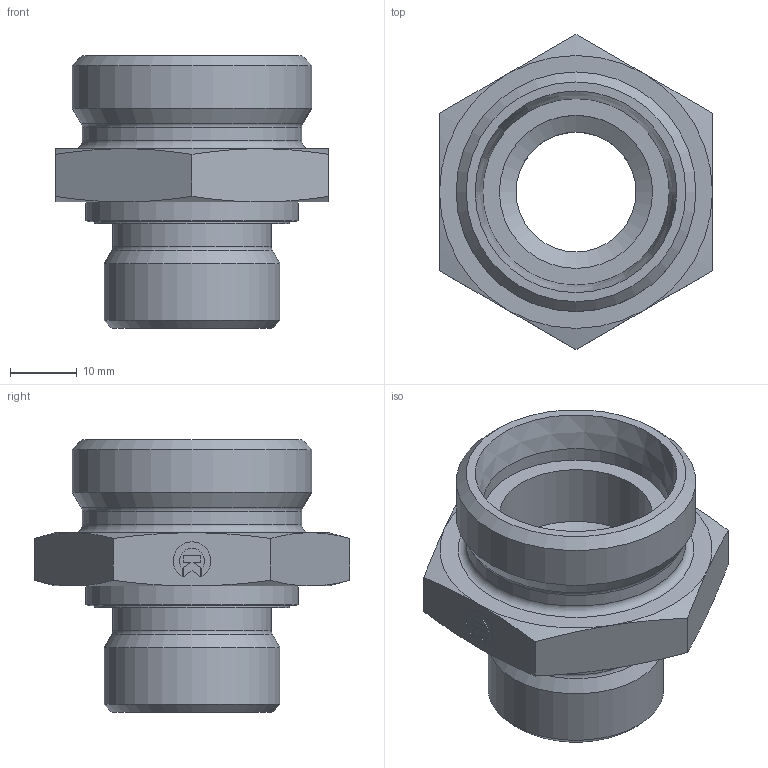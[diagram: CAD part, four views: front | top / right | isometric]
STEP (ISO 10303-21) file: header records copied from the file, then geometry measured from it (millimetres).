
FILE_DESCRIPTION((''),'2;1');
FILE_NAME('114286836.stp','2014-08-07T09:23:54',(''),('KNOMI spol. s r. o.'),'Autodesk Inventor 2012','Autodesk Inventor 2012','');
FILE_SCHEMA(('AUTOMOTIVE_DESIGN { 1 2 10303 214 0 1 1 1 }'));
Length unit declared in the file: millimetre
Products named in the file (3): PHER2 28LR3/4  G3/4/M36x2; 115 28 6836; 60927262734
Assembly tree (2 placements, depth 2):
  PHER2 28LR3/4  G3/4/M36x2
    115 28 6836
    60927262734
Bounding box: 41 x 47.34 x 41 mm (x, y, z)
Volume: 20479.7 mm3; surface area: 10077.9 mm2
Topology: 2 solids, 2 shells, 87 faces, 196 edges, 122 vertices
Faces by surface type: plane 45, cone 22, cylinder 15, torus 5
Full cylindrical faces by diameter (mm): 18 x1, 23 x1, 23.8 x1, 23.9 x1, 26.411 x1, 28 x1, 29.2 x1, 29.3 x1, 31.9 x1, 33 x1, 36 x1
Entity records: 2405 total; most frequent: CARTESIAN_POINT 424, DIRECTION 380, ORIENTED_EDGE 332, EDGE_CURVE 166, AXIS2_PLACEMENT_3D 146, EDGE_LOOP 126, VERTEX_POINT 118, STYLED_ITEM 89
